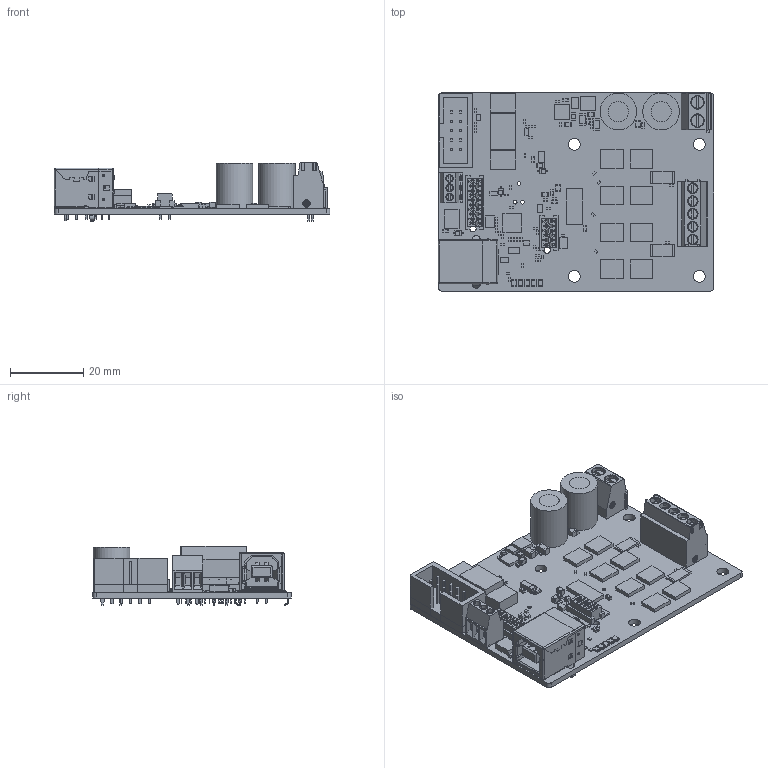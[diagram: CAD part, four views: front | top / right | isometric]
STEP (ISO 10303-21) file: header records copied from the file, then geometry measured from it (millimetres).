
FILE_DESCRIPTION(('Open CASCADE Model'),'2;1');
FILE_NAME('Open CASCADE Shape Model','2021-01-12T21:11:31',('Author'),( 'Open CASCADE'),'Open CASCADE STEP processor 6.8','Open CASCADE 6.8' ,'Unknown');
FILE_SCHEMA(('AUTOMOTIVE_DESIGN { 1 0 10303 214 1 1 1 1 }'));
Length unit declared in the file: millimetre
Products named in the file (230): PCB; Board; Open CASCADE STEP translator 6.8 1.1.1; L2; 744231xxx_0805; use; Boden; che; D4; 7820138832; Extruded; RS485; msd03004; R41; 6674884192; 6674884032; R30; R28; R23; 6674882912; C86; 6674882352; 6674883392; PWM; c-0215079-06-v-3d; IN; 7777786880; 7777786720; 7777786560; R81; R80; VM; 7820470176; 7820470016; USB; USB-B-S-X-X-TH; contact01-USB_BF_TH_??; contact02-USB_BF_TH_??; rear_shell-USB_BF_TH_??; shell-USB_BF_TH_?? ...
Assembly tree (440 placements, depth 4):
  PCB
    Board
      Open CASCADE STEP translator 6.8 1.1.1
    L2
      744231xxx_0805
  use
  use
  use
        Boden
  che  x4
    D4
      7820138832
        Extruded
    RS485
      msd03004
    R41
      6674884192
        Extruded
      6674884032  x2
        Extruded
    R30
      6674884192
        Extruded
      6674884032  x2
        Extruded
    R28
      6674884192
        Extruded
      6674884032  x2
        Extruded
    R23
      6674884192
        Extruded
      6674882912  x2
        Extruded
    C86
      6674882352  x2
        Extruded
      6674883392
        Extruded
    PWM
      c-0215079-06-v-3d
    IN
      7777786880
        Extruded
      7777786720
        Extruded
      7777786560  x10
        Extruded
    R81
      6674884192
        Extruded
      6674882912  x2
        Extruded
    R80
      6674884192
        Extruded
      6674882912  x2
        Extruded
    VM
Bounding box: 75.1 x 54 x 16.29 mm (x, y, z)
Volume: 14405.5 mm3; surface area: 20792 mm2
Topology: 277 solids, 280 shells, 4951 faces, 12190 edges, 7975 vertices
Faces by surface type: plane 4028, cylinder 754, torus 72, bspline 71, cone 26
Full cylindrical faces by diameter (mm): 0.05 x58, 0.85 x16, 0.9 x14, 0.92 x4, 1.1 x10, 1.8 x2, 2.3 x2, 3.2 x4, 5.5 x2, 10 x2
Entity records: 118382 total; most frequent: CARTESIAN_POINT 26105, ORIENTED_EDGE 18124, DIRECTION 17457, EDGE_CURVE 9062, LINE 7249, VECTOR 7249, VERTEX_POINT 5907, AXIS2_PLACEMENT_3D 5104
